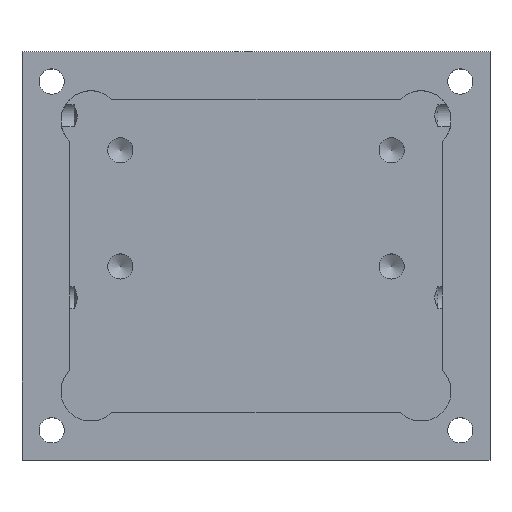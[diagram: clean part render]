
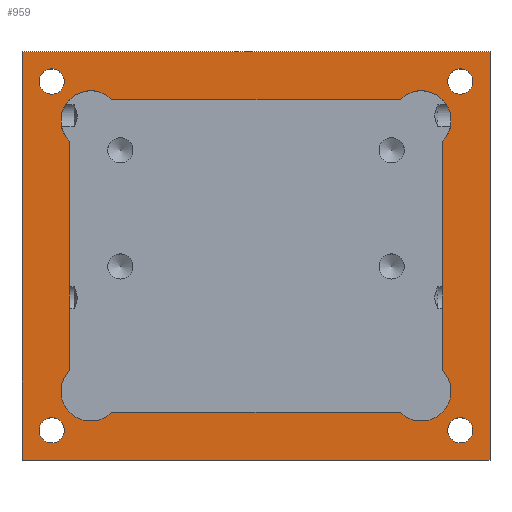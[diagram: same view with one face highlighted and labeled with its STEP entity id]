
A CAD part, top view. The second image highlights one B-rep face of the part: STEP entity #959.
In plain terms, the highlighted planar face has unit normal (0, 0, 1).
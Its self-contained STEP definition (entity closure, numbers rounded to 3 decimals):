
#23=FACE_BOUND('',#162,.T.);
#24=FACE_BOUND('',#163,.T.);
#25=FACE_BOUND('',#164,.T.);
#26=FACE_BOUND('',#165,.T.);
#27=FACE_BOUND('',#166,.T.);
#51=PLANE('',#1087);
#108=FACE_OUTER_BOUND('',#161,.T.);
#161=EDGE_LOOP('',(#844,#845,#846,#847));
#162=EDGE_LOOP('',(#848));
#163=EDGE_LOOP('',(#849));
#164=EDGE_LOOP('',(#850));
#165=EDGE_LOOP('',(#851));
#166=EDGE_LOOP('',(#852,#853,#854,#855,#856,#857,#858,#859));
#224=LINE('',#1599,#292);
#246=LINE('',#1722,#314);
#247=LINE('',#1725,#315);
#249=LINE('',#1728,#317);
#250=LINE('',#1734,#318);
#251=LINE('',#1736,#319);
#252=LINE('',#1738,#320);
#253=LINE('',#1739,#321);
#292=VECTOR('',#1241,10.);
#314=VECTOR('',#1337,10.);
#315=VECTOR('',#1340,10.);
#317=VECTOR('',#1344,10.);
#318=VECTOR('',#1351,10.);
#319=VECTOR('',#1352,10.);
#320=VECTOR('',#1353,10.);
#321=VECTOR('',#1354,10.);
#333=CIRCLE('',#993,2.);
#345=CIRCLE('',#1011,2.);
#363=CIRCLE('',#1042,2.);
#381=CIRCLE('',#1071,0.847);
#383=CIRCLE('',#1074,0.847);
#385=CIRCLE('',#1077,0.847);
#387=CIRCLE('',#1080,0.847);
#389=CIRCLE('',#1086,2.);
#396=VERTEX_POINT('',#1411);
#397=VERTEX_POINT('',#1413);
#410=VERTEX_POINT('',#1476);
#411=VERTEX_POINT('',#1478);
#439=VERTEX_POINT('',#1586);
#440=VERTEX_POINT('',#1588);
#464=VERTEX_POINT('',#1696);
#466=VERTEX_POINT('',#1702);
#468=VERTEX_POINT('',#1708);
#470=VERTEX_POINT('',#1714);
#472=VERTEX_POINT('',#1720);
#473=VERTEX_POINT('',#1724);
#474=VERTEX_POINT('',#1732);
#475=VERTEX_POINT('',#1733);
#476=VERTEX_POINT('',#1735);
#477=VERTEX_POINT('',#1737);
#490=EDGE_CURVE('',#397,#396,#333,.T.);
#510=EDGE_CURVE('',#411,#410,#345,.T.);
#548=EDGE_CURVE('',#440,#439,#363,.T.);
#554=EDGE_CURVE('',#396,#440,#224,.T.);
#590=EDGE_CURVE('',#464,#464,#381,.T.);
#593=EDGE_CURVE('',#466,#466,#383,.T.);
#596=EDGE_CURVE('',#468,#468,#385,.T.);
#599=EDGE_CURVE('',#470,#470,#387,.T.);
#603=EDGE_CURVE('',#439,#472,#246,.T.);
#604=EDGE_CURVE('',#473,#411,#247,.T.);
#606=EDGE_CURVE('',#410,#397,#249,.T.);
#607=EDGE_CURVE('',#472,#473,#389,.T.);
#608=EDGE_CURVE('',#474,#475,#250,.T.);
#609=EDGE_CURVE('',#476,#474,#251,.T.);
#610=EDGE_CURVE('',#477,#476,#252,.T.);
#611=EDGE_CURVE('',#475,#477,#253,.T.);
#844=ORIENTED_EDGE('',*,*,#608,.F.);
#845=ORIENTED_EDGE('',*,*,#609,.F.);
#846=ORIENTED_EDGE('',*,*,#610,.F.);
#847=ORIENTED_EDGE('',*,*,#611,.F.);
#848=ORIENTED_EDGE('',*,*,#590,.T.);
#849=ORIENTED_EDGE('',*,*,#593,.T.);
#850=ORIENTED_EDGE('',*,*,#596,.T.);
#851=ORIENTED_EDGE('',*,*,#599,.T.);
#852=ORIENTED_EDGE('',*,*,#554,.T.);
#853=ORIENTED_EDGE('',*,*,#548,.T.);
#854=ORIENTED_EDGE('',*,*,#603,.T.);
#855=ORIENTED_EDGE('',*,*,#607,.T.);
#856=ORIENTED_EDGE('',*,*,#604,.T.);
#857=ORIENTED_EDGE('',*,*,#510,.T.);
#858=ORIENTED_EDGE('',*,*,#606,.T.);
#859=ORIENTED_EDGE('',*,*,#490,.T.);
#959=ADVANCED_FACE('',(#108,#23,#24,#25,#26,#27),#51,.T.);
#993=AXIS2_PLACEMENT_3D('',#1414,#1108,#1109);
#1011=AXIS2_PLACEMENT_3D('',#1479,#1151,#1152);
#1042=AXIS2_PLACEMENT_3D('',#1589,#1230,#1231);
#1071=AXIS2_PLACEMENT_3D('',#1697,#1308,#1309);
#1074=AXIS2_PLACEMENT_3D('',#1703,#1315,#1316);
#1077=AXIS2_PLACEMENT_3D('',#1709,#1322,#1323);
#1080=AXIS2_PLACEMENT_3D('',#1715,#1329,#1330);
#1086=AXIS2_PLACEMENT_3D('',#1730,#1347,#1348);
#1087=AXIS2_PLACEMENT_3D('',#1731,#1349,#1350);
#1108=DIRECTION('center_axis',(0.,0.,
-1.));
#1109=DIRECTION('ref_axis',(-1.,0.,0.));
#1151=DIRECTION('center_axis',(0.,0.,
-1.));
#1152=DIRECTION('ref_axis',(-1.,0.,0.));
#1230=DIRECTION('center_axis',(0.,0.,
-1.));
#1231=DIRECTION('ref_axis',(-1.,0.,0.));
#1241=DIRECTION('',(0.,1.,0.));
#1308=DIRECTION('center_axis',(0.,0.,
-1.));
#1309=DIRECTION('ref_axis',(1.,0.,0.));
#1315=DIRECTION('center_axis',(0.,0.,
-1.));
#1316=DIRECTION('ref_axis',(1.,0.,0.));
#1322=DIRECTION('center_axis',(0.,0.,
-1.));
#1323=DIRECTION('ref_axis',(1.,0.,0.));
#1329=DIRECTION('center_axis',(0.,0.,
-1.));
#1330=DIRECTION('ref_axis',(1.,0.,0.));
#1337=DIRECTION('',(1.,0.,0.));
#1340=DIRECTION('',(0.,-1.,0.));
#1344=DIRECTION('',(-1.,0.,0.));
#1347=DIRECTION('center_axis',(0.,0.,
-1.));
#1348=DIRECTION('ref_axis',(-1.,0.,0.));
#1349=DIRECTION('center_axis',(0.,0.,
1.));
#1350=DIRECTION('ref_axis',(1.,0.,0.));
#1351=DIRECTION('',(1.,0.,0.));
#1352=DIRECTION('',(0.,1.,0.));
#1353=DIRECTION('',(-1.,0.,0.));
#1354=DIRECTION('',(0.,-1.,0.));
#1411=CARTESIAN_POINT('',(3.2,6.028,9.));
#1413=CARTESIAN_POINT('',(6.028,3.2,9.));
#1414=CARTESIAN_POINT('Origin',(4.614,4.614,9.));
#1476=CARTESIAN_POINT('',(25.372,3.2,9.));
#1478=CARTESIAN_POINT('',(28.2,6.028,9.));
#1479=CARTESIAN_POINT('Origin',(26.786,4.614,9.));
#1586=CARTESIAN_POINT('',(6.028,24.2,9.));
#1588=CARTESIAN_POINT('',(3.2,21.372,9.));
#1589=CARTESIAN_POINT('Origin',(4.614,22.786,9.));
#1599=CARTESIAN_POINT('',(3.2,8.45,9.));
#1696=CARTESIAN_POINT('',(1.153,2.,9.));
#1697=CARTESIAN_POINT('Origin',(2.,2.,9.));
#1702=CARTESIAN_POINT('',(28.553,2.,9.));
#1703=CARTESIAN_POINT('Origin',(29.4,2.,9.));
#1708=CARTESIAN_POINT('',(28.553,25.4,9.));
#1709=CARTESIAN_POINT('Origin',(29.4,25.4,9.));
#1714=CARTESIAN_POINT('',(1.153,25.4,9.));
#1715=CARTESIAN_POINT('Origin',(2.,25.4,9.));
#1720=CARTESIAN_POINT('',(25.372,24.2,9.));
#1722=CARTESIAN_POINT('',(9.45,24.2,9.));
#1724=CARTESIAN_POINT('',(28.2,21.372,9.));
#1725=CARTESIAN_POINT('',(28.2,18.95,9.));
#1728=CARTESIAN_POINT('',(21.95,3.2,9.));
#1730=CARTESIAN_POINT('Origin',(26.786,22.786,9.));
#1731=CARTESIAN_POINT('Origin',(15.7,13.7,9.));
#1732=CARTESIAN_POINT('',(0.,27.4,9.));
#1733=CARTESIAN_POINT('',(31.4,27.4,9.));
#1734=CARTESIAN_POINT('',(31.4,27.4,9.));
#1735=CARTESIAN_POINT('',(0.,0.,9.));
#1736=CARTESIAN_POINT('',(0.,27.4,9.));
#1737=CARTESIAN_POINT('',(31.4,0.,9.));
#1738=CARTESIAN_POINT('',(0.,0.,9.));
#1739=CARTESIAN_POINT('',(31.4,0.,9.));
